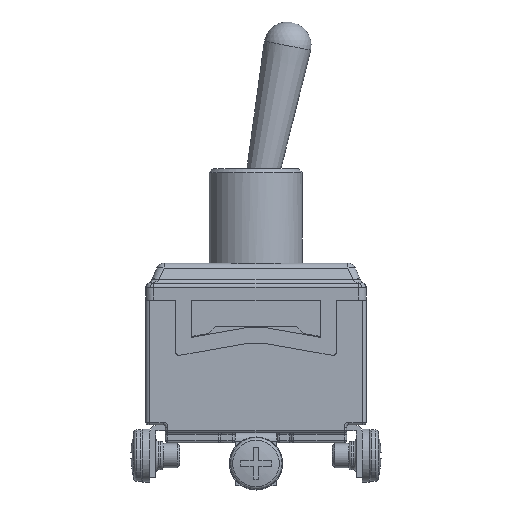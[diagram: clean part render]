
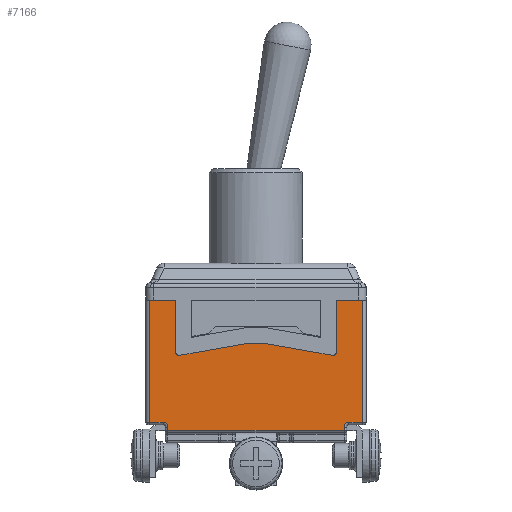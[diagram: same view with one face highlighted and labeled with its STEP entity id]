
A CAD part, front view. The second image highlights one B-rep face of the part: STEP entity #7166.
In plain terms, the highlighted planar face has unit normal (0, -1, 0).
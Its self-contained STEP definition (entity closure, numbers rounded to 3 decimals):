
#364=PLANE('',#7864);
#689=LINE('',#12060,#1235);
#697=LINE('',#12081,#1243);
#703=LINE('',#12093,#1249);
#743=LINE('',#12183,#1289);
#747=LINE('',#12201,#1293);
#756=LINE('',#12227,#1302);
#760=LINE('',#12237,#1306);
#761=LINE('',#12241,#1307);
#762=LINE('',#12242,#1308);
#763=LINE('',#12244,#1309);
#764=LINE('',#12246,#1310);
#765=LINE('',#12250,#1311);
#766=LINE('',#12252,#1312);
#767=LINE('',#12254,#1313);
#1235=VECTOR('',#9380,10.);
#1243=VECTOR('',#9396,10.);
#1249=VECTOR('',#9404,10.);
#1289=VECTOR('',#9478,10.);
#1293=VECTOR('',#9498,10.);
#1302=VECTOR('',#9527,10.);
#1306=VECTOR('',#9539,10.);
#1307=VECTOR('',#9542,10.);
#1308=VECTOR('',#9543,10.);
#1309=VECTOR('',#9546,10.);
#1310=VECTOR('',#9547,10.);
#1311=VECTOR('',#9550,10.);
#1312=VECTOR('',#9551,10.);
#1313=VECTOR('',#9552,10.);
#1857=FACE_OUTER_BOUND('',#2316,.T.);
#2316=EDGE_LOOP('',(#5882,#5883,#5884,#5885,#5886,#5887,#5888,#5889,#5890,
#5891,#5892,#5893,#5894,#5895,#5896,#5897,#5898,#5899,#5900,#5901));
#2770=CIRCLE('',#7848,0.5);
#2772=CIRCLE('',#7852,0.5);
#2775=CIRCLE('',#7861,0.5);
#2777=CIRCLE('',#7865,0.5);
#2778=CIRCLE('',#7866,0.6);
#2779=CIRCLE('',#7867,0.6);
#3371=VERTEX_POINT('',#12057);
#3372=VERTEX_POINT('',#12059);
#3379=VERTEX_POINT('',#12077);
#3381=VERTEX_POINT('',#12080);
#3384=VERTEX_POINT('',#12087);
#3386=VERTEX_POINT('',#12091);
#3418=VERTEX_POINT('',#12180);
#3419=VERTEX_POINT('',#12182);
#3423=VERTEX_POINT('',#12194);
#3424=VERTEX_POINT('',#12198);
#3427=VERTEX_POINT('',#12206);
#3431=VERTEX_POINT('',#12224);
#3434=VERTEX_POINT('',#12234);
#3435=VERTEX_POINT('',#12239);
#3436=VERTEX_POINT('',#12240);
#3437=VERTEX_POINT('',#12245);
#3438=VERTEX_POINT('',#12247);
#3439=VERTEX_POINT('',#12249);
#3440=VERTEX_POINT('',#12251);
#3441=VERTEX_POINT('',#12253);
#4206=EDGE_CURVE('',#3372,#3371,#689,.T.);
#4216=EDGE_CURVE('',#3381,#3379,#697,.T.);
#4222=EDGE_CURVE('',#3384,#3386,#703,.T.);
#4265=EDGE_CURVE('',#3418,#3419,#743,.T.);
#4271=EDGE_CURVE('',#3384,#3423,#2770,.F.);
#4274=EDGE_CURVE('',#3371,#3424,#747,.T.);
#4278=EDGE_CURVE('',#3427,#3424,#2772,.F.);
#4287=EDGE_CURVE('',#3427,#3431,#756,.T.);
#4289=EDGE_CURVE('',#3431,#3381,#2775,.T.);
#4293=EDGE_CURVE('',#3434,#3423,#760,.T.);
#4294=EDGE_CURVE('',#3435,#3436,#761,.T.);
#4295=EDGE_CURVE('',#3372,#3435,#762,.T.);
#4296=EDGE_CURVE('',#3379,#3434,#2777,.T.);
#4297=EDGE_CURVE('',#3386,#3419,#763,.T.);
#4298=EDGE_CURVE('',#3437,#3418,#764,.T.);
#4299=EDGE_CURVE('',#3438,#3437,#2778,.T.);
#4300=EDGE_CURVE('',#3439,#3438,#765,.T.);
#4301=EDGE_CURVE('',#3440,#3439,#766,.T.);
#4302=EDGE_CURVE('',#3441,#3440,#767,.T.);
#4303=EDGE_CURVE('',#3436,#3441,#2779,.T.);
#5882=ORIENTED_EDGE('',*,*,#4294,.F.);
#5883=ORIENTED_EDGE('',*,*,#4295,.F.);
#5884=ORIENTED_EDGE('',*,*,#4206,.T.);
#5885=ORIENTED_EDGE('',*,*,#4274,.T.);
#5886=ORIENTED_EDGE('',*,*,#4278,.F.);
#5887=ORIENTED_EDGE('',*,*,#4287,.T.);
#5888=ORIENTED_EDGE('',*,*,#4289,.T.);
#5889=ORIENTED_EDGE('',*,*,#4216,.T.);
#5890=ORIENTED_EDGE('',*,*,#4296,.T.);
#5891=ORIENTED_EDGE('',*,*,#4293,.T.);
#5892=ORIENTED_EDGE('',*,*,#4271,.F.);
#5893=ORIENTED_EDGE('',*,*,#4222,.T.);
#5894=ORIENTED_EDGE('',*,*,#4297,.T.);
#5895=ORIENTED_EDGE('',*,*,#4265,.F.);
#5896=ORIENTED_EDGE('',*,*,#4298,.F.);
#5897=ORIENTED_EDGE('',*,*,#4299,.F.);
#5898=ORIENTED_EDGE('',*,*,#4300,.F.);
#5899=ORIENTED_EDGE('',*,*,#4301,.F.);
#5900=ORIENTED_EDGE('',*,*,#4302,.F.);
#5901=ORIENTED_EDGE('',*,*,#4303,.F.);
#7166=ADVANCED_FACE('',(#1857),#364,.T.);
#7848=AXIS2_PLACEMENT_3D('',#12195,#9492,#9493);
#7852=AXIS2_PLACEMENT_3D('',#12208,#9505,#9506);
#7861=AXIS2_PLACEMENT_3D('',#12230,#9531,#9532);
#7864=AXIS2_PLACEMENT_3D('',#12238,#9540,#9541);
#7865=AXIS2_PLACEMENT_3D('',#12243,#9544,#9545);
#7866=AXIS2_PLACEMENT_3D('',#12248,#9548,#9549);
#7867=AXIS2_PLACEMENT_3D('',#12255,#9553,#9554);
#9380=DIRECTION('',(-1.,0.,0.));
#9396=DIRECTION('',(-1.,0.,0.));
#9404=DIRECTION('',(0.,0.,1.));
#9478=DIRECTION('',(0.,0.,1.));
#9492=DIRECTION('center_axis',(0.,1.,0.));
#9493=DIRECTION('ref_axis',(-0.643,0.,-0.766));
#9498=DIRECTION('',(0.,0.,-1.));
#9505=DIRECTION('center_axis',(0.,1.,0.));
#9506=DIRECTION('ref_axis',(0.643,0.,-0.766));
#9527=DIRECTION('',(-0.985,0.,0.174));
#9531=DIRECTION('center_axis',(0.,-1.,0.));
#9532=DIRECTION('ref_axis',(0.087,0.,0.996));
#9539=DIRECTION('',(-0.985,0.,-0.174));
#9540=DIRECTION('center_axis',(0.,-1.,0.));
#9541=DIRECTION('ref_axis',(0.,0.,-1.));
#9542=DIRECTION('',(-1.,0.,0.));
#9543=DIRECTION('',(0.,0.,-1.));
#9544=DIRECTION('center_axis',(0.,-1.,0.));
#9545=DIRECTION('ref_axis',(-0.087,0.,0.996));
#9546=DIRECTION('',(-1.,0.,0.));
#9547=DIRECTION('',(-1.,0.,0.));
#9548=DIRECTION('center_axis',(0.,-1.,0.));
#9549=DIRECTION('ref_axis',(0.707,0.,0.707));
#9550=DIRECTION('',(0.,0.,1.));
#9551=DIRECTION('',(-1.,0.,0.));
#9552=DIRECTION('',(0.,0.,-1.));
#9553=DIRECTION('center_axis',(0.,-1.,0.));
#9554=DIRECTION('ref_axis',(-0.707,0.,0.707));
#12057=CARTESIAN_POINT('',(10.25,-6.55,0.));
#12059=CARTESIAN_POINT('',(13.475,-6.55,0.));
#12060=CARTESIAN_POINT('',(13.975,-6.55,0.));
#12077=CARTESIAN_POINT('',(-0.833,-6.55,-5.45));
#12080=CARTESIAN_POINT('',(0.833,-6.55,-5.45));
#12081=CARTESIAN_POINT('',(-7.426,-6.55,-5.45));
#12087=CARTESIAN_POINT('',(-10.25,-6.55,-6.507));
#12091=CARTESIAN_POINT('',(-10.25,-6.55,0.));
#12093=CARTESIAN_POINT('',(-10.25,-6.55,0.));
#12180=CARTESIAN_POINT('',(-13.475,-6.55,-15.5));
#12182=CARTESIAN_POINT('',(-13.475,-6.55,0.));
#12183=CARTESIAN_POINT('',(-13.475,-6.55,0.));
#12194=CARTESIAN_POINT('',(-9.663,-6.55,-6.999));
#12195=CARTESIAN_POINT('Origin',(-9.75,-6.55,-6.507));
#12198=CARTESIAN_POINT('',(10.25,-6.55,-6.507));
#12201=CARTESIAN_POINT('',(10.25,-6.55,-3.551));
#12206=CARTESIAN_POINT('',(9.663,-6.55,-6.999));
#12208=CARTESIAN_POINT('Origin',(9.75,-6.55,-6.507));
#12224=CARTESIAN_POINT('',(0.92,-6.55,-5.458));
#12227=CARTESIAN_POINT('',(-6.791,-6.55,-4.098));
#12230=CARTESIAN_POINT('Origin',(0.833,-6.55,-5.95));
#12234=CARTESIAN_POINT('',(-0.92,-6.55,-5.458));
#12237=CARTESIAN_POINT('',(-11.449,-6.55,-7.314));
#12238=CARTESIAN_POINT('Origin',(-13.975,-6.55,0.));
#12239=CARTESIAN_POINT('',(13.475,-6.55,-15.5));
#12240=CARTESIAN_POINT('',(11.8,-6.55,-15.5));
#12241=CARTESIAN_POINT('',(-6.988,-6.55,-15.5));
#12242=CARTESIAN_POINT('',(13.475,-6.55,0.));
#12243=CARTESIAN_POINT('Origin',(-0.833,-6.55,-5.95));
#12244=CARTESIAN_POINT('',(13.975,-6.55,0.));
#12245=CARTESIAN_POINT('',(-11.8,-6.55,-15.5));
#12246=CARTESIAN_POINT('',(-6.988,-6.55,-15.5));
#12247=CARTESIAN_POINT('',(-11.2,-6.55,-16.1));
#12248=CARTESIAN_POINT('Origin',(-11.8,-6.55,-16.1));
#12249=CARTESIAN_POINT('',(-11.2,-6.55,-16.5));
#12250=CARTESIAN_POINT('',(-11.2,-6.55,-7.9));
#12251=CARTESIAN_POINT('',(11.2,-6.55,-16.5));
#12252=CARTESIAN_POINT('',(-6.988,-6.55,-16.5));
#12253=CARTESIAN_POINT('',(11.2,-6.55,-16.1));
#12254=CARTESIAN_POINT('',(11.2,-6.55,-7.9));
#12255=CARTESIAN_POINT('Origin',(11.8,-6.55,-16.1));
